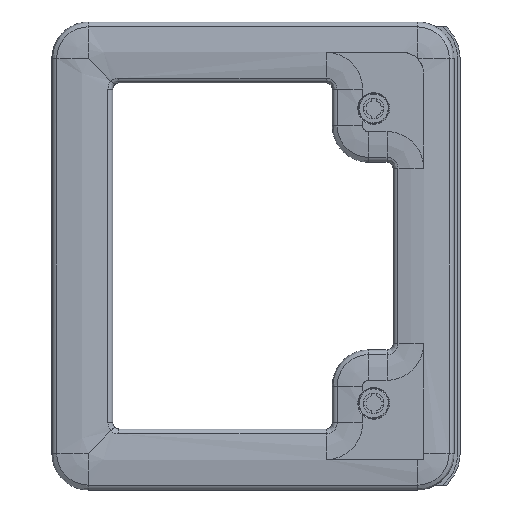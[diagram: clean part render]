
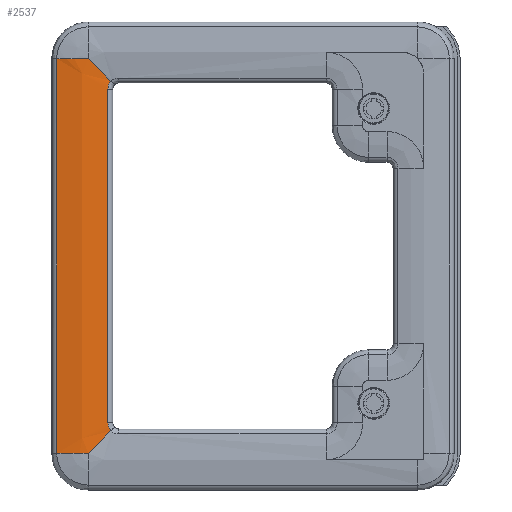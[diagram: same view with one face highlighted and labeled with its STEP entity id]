
A CAD part, top view. The second image highlights one B-rep face of the part: STEP entity #2537.
In plain terms, the highlighted free-form (B-spline) face has degree [2, 1] with [3, 2] control points.
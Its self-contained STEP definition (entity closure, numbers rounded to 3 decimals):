
#1440 = VERTEX_POINT('',#1441);
#1441 = CARTESIAN_POINT('',(-134.009,-161.601,
    13.911));
#1514 = VERTEX_POINT('',#1515);
#1515 = CARTESIAN_POINT('',(-134.009,161.601,
    13.911));
#1541 = VERTEX_POINT('',#1542);
#1542 = CARTESIAN_POINT('',(-136.84,154.288,
    14.521));
#1548 = EDGE_CURVE('',#1514,#1541,#1549,.T.);
#1549 = B_SPLINE_CURVE_WITH_KNOTS('',3,(#1550,#1551,#1552,#1553,#1554),
  .UNSPECIFIED.,.F.,.F.,(4,1,4),(1.67,1.928,
    2.379),.UNSPECIFIED.);
#1550 = CARTESIAN_POINT('',(-134.009,161.6,
    13.911));
#1551 = CARTESIAN_POINT('',(-134.663,160.87,
    14.06));
#1552 = CARTESIAN_POINT('',(-136.197,158.64,
    14.394));
#1553 = CARTESIAN_POINT('',(-136.84,155.98,
    14.521));
#1554 = CARTESIAN_POINT('',(-136.84,154.288,
    14.521));
#1586 = VERTEX_POINT('',#1587);
#1587 = CARTESIAN_POINT('',(-136.84,-154.288,
    14.521));
#1601 = EDGE_CURVE('',#1541,#1586,#1602,.T.);
#1602 = B_SPLINE_CURVE_WITH_KNOTS('',1,(#1603,#1604),.UNSPECIFIED.,.F.,
  .F.,(2,2),(-299.,-25.),.PIECEWISE_BEZIER_KNOTS.);
#1603 = CARTESIAN_POINT('',(-136.84,154.288,
    14.521));
#1604 = CARTESIAN_POINT('',(-136.84,-154.288,
    14.521));
#1617 = EDGE_CURVE('',#1586,#1440,#1618,.T.);
#1618 = B_SPLINE_CURVE_WITH_KNOTS('',3,(#1619,#1620,#1621,#1622,#1623),
  .UNSPECIFIED.,.F.,.F.,(4,1,4),(6.439,6.89,
    7.149),.UNSPECIFIED.);
#1619 = CARTESIAN_POINT('',(-136.84,-154.288,
    14.521));
#1620 = CARTESIAN_POINT('',(-136.84,-155.98,
    14.521));
#1621 = CARTESIAN_POINT('',(-136.197,-158.64,
    14.394));
#1622 = CARTESIAN_POINT('',(-134.663,-160.87,
    14.06));
#1623 = CARTESIAN_POINT('',(-134.009,-161.6,
    13.911));
#2494 = EDGE_CURVE('',#1440,#2495,#2497,.T.);
#2495 = VERTEX_POINT('',#2496);
#2496 = CARTESIAN_POINT('',(-154.851,-182.443,
    16.76));
#2497 = ( BOUNDED_CURVE() B_SPLINE_CURVE(2,(#2498,#2499,#2500),
.UNSPECIFIED.,.F.,.F.) B_SPLINE_CURVE_WITH_KNOTS((3,3),(1.346,
1.523),.PIECEWISE_BEZIER_KNOTS.) CURVE() 
GEOMETRIC_REPRESENTATION_ITEM() RATIONAL_B_SPLINE_CURVE((1.,
0.996,1.)) REPRESENTATION_ITEM('') );
#2498 = CARTESIAN_POINT('',(-134.009,-161.601,
    13.911));
#2499 = CARTESIAN_POINT('',(-144.304,-171.896,
    16.26));
#2500 = CARTESIAN_POINT('',(-154.851,-182.443,
    16.76));
#2537 = ADVANCED_FACE('',(#2538),#2573,.T.);
#2538 = FACE_BOUND('',#2539,.T.);
#2539 = EDGE_LOOP('',(#2540,#2541,#2542,#2543,#2551,#2559,#2566,#2572));
#2540 = ORIENTED_EDGE('',*,*,#1617,.F.);
#2541 = ORIENTED_EDGE('',*,*,#1601,.F.);
#2542 = ORIENTED_EDGE('',*,*,#1548,.F.);
#2543 = ORIENTED_EDGE('',*,*,#2544,.T.);
#2544 = EDGE_CURVE('',#1514,#2545,#2547,.T.);
#2545 = VERTEX_POINT('',#2546);
#2546 = CARTESIAN_POINT('',(-154.851,182.443,
    16.76));
#2547 = ( BOUNDED_CURVE() B_SPLINE_CURVE(2,(#2548,#2549,#2550),
.UNSPECIFIED.,.F.,.F.) B_SPLINE_CURVE_WITH_KNOTS((3,3),(1.346,
1.523),.PIECEWISE_BEZIER_KNOTS.) CURVE() 
GEOMETRIC_REPRESENTATION_ITEM() RATIONAL_B_SPLINE_CURVE((1.,
0.996,1.)) REPRESENTATION_ITEM('') );
#2548 = CARTESIAN_POINT('',(-134.009,161.601,
    13.911));
#2549 = CARTESIAN_POINT('',(-144.304,171.896,
    16.26));
#2550 = CARTESIAN_POINT('',(-154.851,182.443,
    16.76));
#2551 = ORIENTED_EDGE('',*,*,#2552,.T.);
#2552 = EDGE_CURVE('',#2545,#2553,#2555,.T.);
#2553 = VERTEX_POINT('',#2554);
#2554 = CARTESIAN_POINT('',(-184.125,182.443,
    14.521));
#2555 = ( BOUNDED_CURVE() B_SPLINE_CURVE(2,(#2556,#2557,#2558),
.UNSPECIFIED.,.F.,.F.) B_SPLINE_CURVE_WITH_KNOTS((3,3),(2.855,
3.103),.PIECEWISE_BEZIER_KNOTS.) CURVE() 
GEOMETRIC_REPRESENTATION_ITEM() RATIONAL_B_SPLINE_CURVE((1.,
0.992,1.)) REPRESENTATION_ITEM('') );
#2556 = CARTESIAN_POINT('',(-154.851,182.443,
    16.76));
#2557 = CARTESIAN_POINT('',(-169.627,182.443,
    17.46));
#2558 = CARTESIAN_POINT('',(-184.125,182.443,
    14.521));
#2559 = ORIENTED_EDGE('',*,*,#2560,.F.);
#2560 = EDGE_CURVE('',#2561,#2553,#2563,.T.);
#2561 = VERTEX_POINT('',#2562);
#2562 = CARTESIAN_POINT('',(-184.125,-182.443,
    14.521));
#2563 = B_SPLINE_CURVE_WITH_KNOTS('',1,(#2564,#2565),.UNSPECIFIED.,.F.,
  .F.,(2,2),(0.,324.),.PIECEWISE_BEZIER_KNOTS.);
#2564 = CARTESIAN_POINT('',(-184.125,-182.443,
    14.521));
#2565 = CARTESIAN_POINT('',(-184.125,182.443,
    14.521));
#2566 = ORIENTED_EDGE('',*,*,#2567,.T.);
#2567 = EDGE_CURVE('',#2561,#2495,#2568,.T.);
#2568 = ( BOUNDED_CURVE() B_SPLINE_CURVE(2,(#2569,#2570,#2571),
.UNSPECIFIED.,.F.,.F.) B_SPLINE_CURVE_WITH_KNOTS((3,3),(2.942,
3.189),.PIECEWISE_BEZIER_KNOTS.) CURVE() 
GEOMETRIC_REPRESENTATION_ITEM() RATIONAL_B_SPLINE_CURVE((1.,
0.992,1.)) REPRESENTATION_ITEM('') );
#2569 = CARTESIAN_POINT('',(-184.125,-182.443,
    14.521));
#2570 = CARTESIAN_POINT('',(-169.627,-182.443,
    17.46));
#2571 = CARTESIAN_POINT('',(-154.851,-182.443,
    16.76));
#2572 = ORIENTED_EDGE('',*,*,#2494,.F.);
#2573 = ( BOUNDED_SURFACE() B_SPLINE_SURFACE(2,1,(
    (#2574,#2575)
    ,(#2576,#2577)
    ,(#2578,#2579
)),.UNSPECIFIED.,.F.,.F.,.F.) B_SPLINE_SURFACE_WITH_KNOTS((3,3),(2,2),(
    3.18,3.605),(0.,324.),.PIECEWISE_BEZIER_KNOTS.) 
GEOMETRIC_REPRESENTATION_ITEM() RATIONAL_B_SPLINE_SURFACE((
    (1.,1.)
    ,(0.978,0.978)
,(1.,1.))) REPRESENTATION_ITEM('') SURFACE() );
#2574 = CARTESIAN_POINT('',(-184.125,-182.443,
    14.521));
#2575 = CARTESIAN_POINT('',(-184.125,182.443,
    14.521));
#2576 = CARTESIAN_POINT('',(-159.001,-182.443,
    19.614));
#2577 = CARTESIAN_POINT('',(-159.001,182.443,
    19.614));
#2578 = CARTESIAN_POINT('',(-134.009,-182.443,
    13.911));
#2579 = CARTESIAN_POINT('',(-134.009,182.443,
    13.911));
